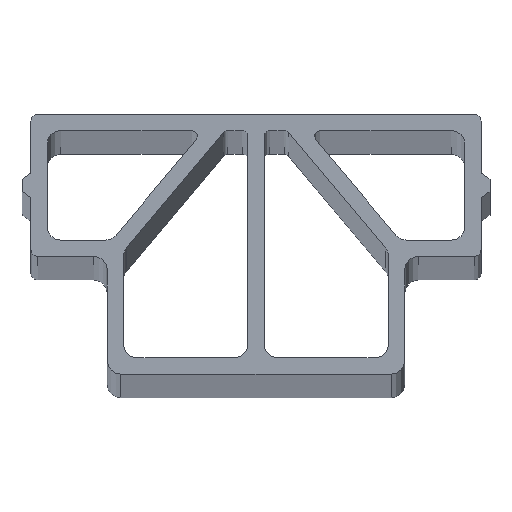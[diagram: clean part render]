
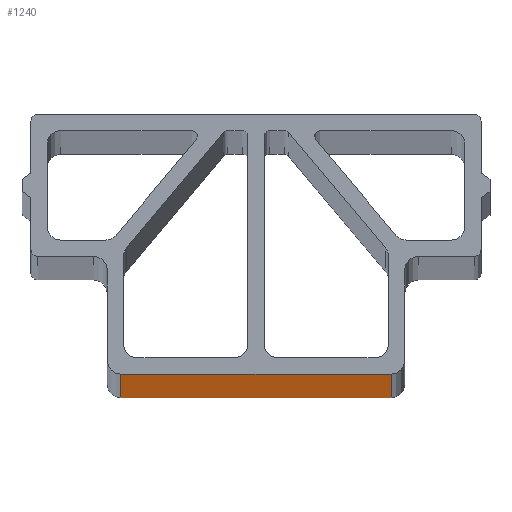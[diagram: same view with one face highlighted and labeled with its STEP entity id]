
A CAD part, top view. The second image highlights one B-rep face of the part: STEP entity #1240.
In plain terms, the highlighted planar face has unit normal (0, -1, 0).
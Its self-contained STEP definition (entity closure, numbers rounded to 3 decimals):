
#56=PLANE('',#1353);
#116=FACE_OUTER_BOUND('',#176,.T.);
#176=EDGE_LOOP('',(#1022,#1023,#1024,#1025));
#310=LINE('',#2060,#438);
#311=LINE('',#2063,#439);
#312=LINE('',#2065,#440);
#313=LINE('',#2066,#441);
#438=VECTOR('',#1693,1000.);
#439=VECTOR('',#1696,20.);
#440=VECTOR('',#1697,20.);
#441=VECTOR('',#1698,1000.);
#610=VERTEX_POINT('',#2056);
#611=VERTEX_POINT('',#2058);
#612=VERTEX_POINT('',#2062);
#613=VERTEX_POINT('',#2064);
#786=EDGE_CURVE('',#610,#611,#310,.T.);
#787=EDGE_CURVE('',#612,#610,#311,.T.);
#788=EDGE_CURVE('',#613,#611,#312,.T.);
#789=EDGE_CURVE('',#612,#613,#313,.T.);
#1022=ORIENTED_EDGE('',*,*,#787,.T.);
#1023=ORIENTED_EDGE('',*,*,#786,.T.);
#1024=ORIENTED_EDGE('',*,*,#788,.F.);
#1025=ORIENTED_EDGE('',*,*,#789,.F.);
#1240=ADVANCED_FACE('',(#116),#56,.T.);
#1353=AXIS2_PLACEMENT_3D('',#2061,#1694,#1695);
#1693=DIRECTION('',(0.,0.,1.));
#1694=DIRECTION('center_axis',(0.,-1.,0.));
#1695=DIRECTION('ref_axis',(1.,0.,0.));
#1696=DIRECTION('',(1.,0.,0.));
#1697=DIRECTION('',(1.,0.,0.));
#1698=DIRECTION('',(0.,0.,1.));
#2056=CARTESIAN_POINT('',(10.,0.,0.));
#2058=CARTESIAN_POINT('',(10.,0.,1000.));
#2060=CARTESIAN_POINT('',(10.,0.,0.));
#2061=CARTESIAN_POINT('Origin',(-10.,0.,0.));
#2062=CARTESIAN_POINT('',(-10.,0.,0.));
#2063=CARTESIAN_POINT('',(-10.,0.,0.));
#2064=CARTESIAN_POINT('',(-10.,0.,1000.));
#2065=CARTESIAN_POINT('',(-10.,0.,1000.));
#2066=CARTESIAN_POINT('',(-10.,0.,0.));
